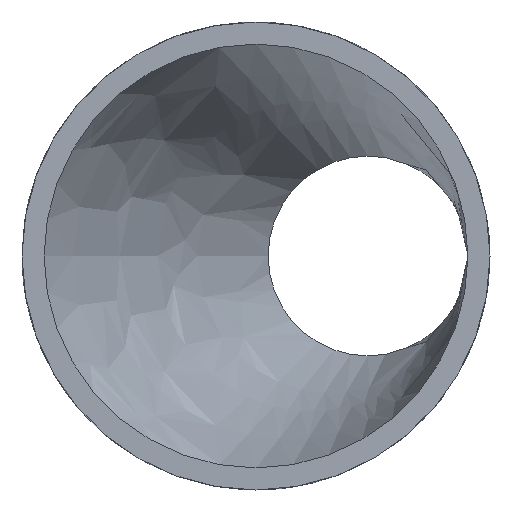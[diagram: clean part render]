
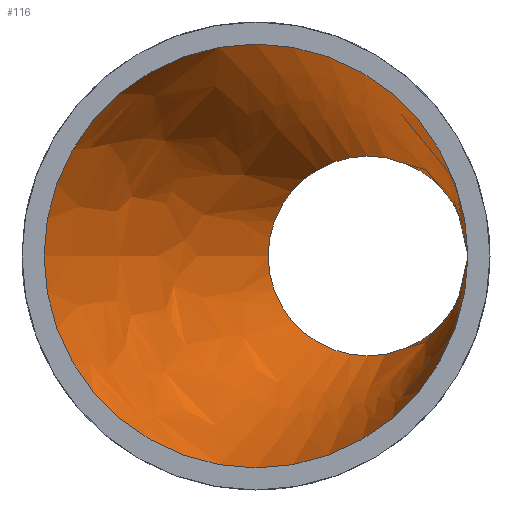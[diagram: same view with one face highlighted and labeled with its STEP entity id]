
A CAD part, front view. The second image highlights one B-rep face of the part: STEP entity #116.
In plain terms, the highlighted free-form (B-spline) face has degree [1, 2] with [2, 9] control points.
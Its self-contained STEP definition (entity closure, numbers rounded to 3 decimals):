
#68=CARTESIAN_POINT('',(11.016,54.835,8.606));
#69=CARTESIAN_POINT('',(0.,5.696,20.19));
#70=CARTESIAN_POINT('',(19.2,53.,8.606));
#71=CARTESIAN_POINT('',(19.2,1.391,20.19));
#72=CARTESIAN_POINT('',(19.2,53.,0.));
#73=CARTESIAN_POINT('',(19.2,1.391,0.));
#74=CARTESIAN_POINT('',(19.2,53.,-8.606));
#75=CARTESIAN_POINT('',(19.2,1.391,-20.19));
#76=CARTESIAN_POINT('',(11.016,54.835,-8.606));
#77=CARTESIAN_POINT('',(0.,5.696,-20.19));
#78=CARTESIAN_POINT('',(2.832,56.669,-8.606));
#79=CARTESIAN_POINT('',(-19.2,10.,-20.19));
#80=CARTESIAN_POINT('',(2.832,56.669,0.));
#81=CARTESIAN_POINT('',(-19.2,10.,0.));
#82=CARTESIAN_POINT('',(2.832,56.669,8.606));
#83=CARTESIAN_POINT('',(-19.2,10.,20.19));
#84=CARTESIAN_POINT('',(11.016,54.835,8.606));
#85=CARTESIAN_POINT('',(0.,5.696,20.19));
#93=(BOUNDED_SURFACE()B_SPLINE_SURFACE(1,2,((#68,#70,#72,#74,#76,#78,#80,#82,#84),(#69,#71,#73,#75,#77,#79,#81,#83,#85)),.UNSPECIFIED.,.F.,.T.,.U.)B_SPLINE_SURFACE_WITH_KNOTS((2,2),(3,2,2,2,3),(-2.464,0.224),(0.0,30.197,60.395,90.592,120.79),.UNSPECIFIED.)GEOMETRIC_REPRESENTATION_ITEM()RATIONAL_B_SPLINE_SURFACE(((1.0,0.707,1.0,0.707,1.0,0.707,1.0,0.707,1.0),(1.0,0.707,1.0,0.707,1.0,0.707,1.0,0.707,1.0)))REPRESENTATION_ITEM('')SURFACE());
#94=CARTESIAN_POINT('',(19.2,10.0,0.));
#95=VERTEX_POINT('',#94);
#96=CARTESIAN_POINT('',(0.0,10.0,0.0));
#97=DIRECTION('',(0.0,1.0,0.0));
#98=DIRECTION('',(-1.0,0.0,0.0));
#99=AXIS2_PLACEMENT_3D('',#96,#97,#98);
#100=CIRCLE('',#99,19.2);
#101=EDGE_CURVE('',#95,#95,#100,.T.);
#102=ORIENTED_EDGE('',*,*,#101,.F.);
#103=EDGE_LOOP('',(#102));
#104=FACE_OUTER_BOUND('',#103,.T.);
#105=CARTESIAN_POINT('',(19.2,53.,0.));
#106=VERTEX_POINT('',#105);
#107=CARTESIAN_POINT('',(10.15,53.,0.0));
#108=DIRECTION('',(0.0,1.0,0.0));
#109=DIRECTION('',(-1.0,0.0,0.0));
#110=AXIS2_PLACEMENT_3D('',#107,#108,#109);
#111=CIRCLE('',#110,9.05);
#112=EDGE_CURVE('',#106,#106,#111,.T.);
#113=ORIENTED_EDGE('',*,*,#112,.T.);
#114=EDGE_LOOP('',(#113));
#115=FACE_BOUND('',#114,.T.);
#116=ADVANCED_FACE('',(#104,#115),#93,.F.);
